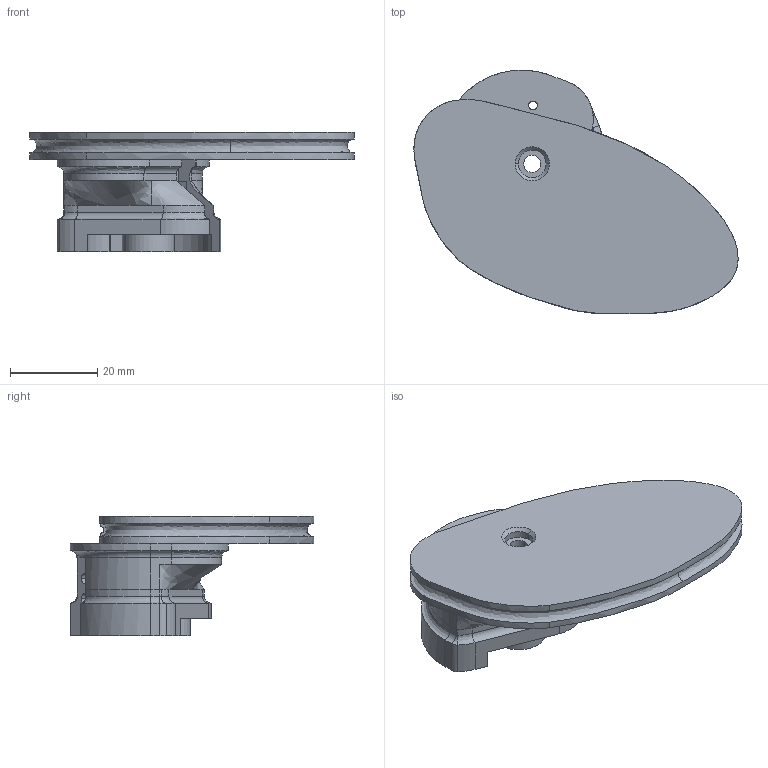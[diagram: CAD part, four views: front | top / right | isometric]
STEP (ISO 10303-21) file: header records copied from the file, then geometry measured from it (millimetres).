
FILE_DESCRIPTION (( 'STEP AP214' ), '1' );
FILE_NAME ('cams-joined^asm-cams.STEP', '2025-10-25T02:37:17', ( '' ), ( '' ), 'SwSTEP 2.0', 'SolidWorks 2025', '' );
FILE_SCHEMA (( 'AUTOMOTIVE_DESIGN' ));
Length unit declared in the file: millimetre
Products named in the file (1): cams-joined^asm-cams
Bounding box: 74.45 x 55.99 x 27.52 mm (x, y, z)
Volume: 27554.8 mm3; surface area: 11101.1 mm2
Topology: 1 solids, 1 shells, 134 faces, 377 edges, 245 vertices
Faces by surface type: plane 53, cylinder 40, bspline 36, cone 4, torus 1
Entity records: 7642 total; most frequent: CARTESIAN_POINT 4434, ORIENTED_EDGE 750, DIRECTION 537, EDGE_CURVE 375, VERTEX_POINT 244, VECTOR 191, LINE 191, AXIS2_PLACEMENT_3D 173
